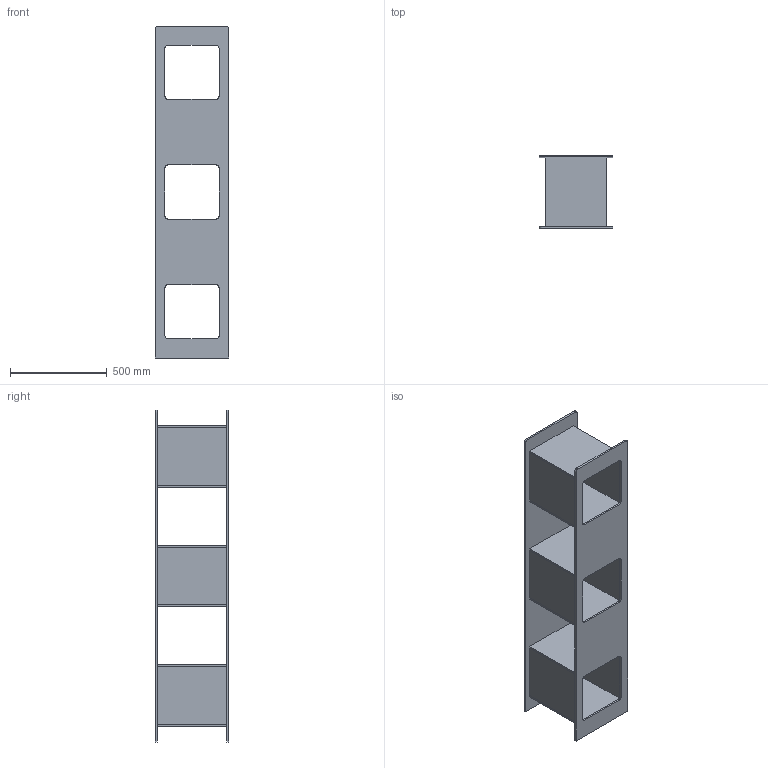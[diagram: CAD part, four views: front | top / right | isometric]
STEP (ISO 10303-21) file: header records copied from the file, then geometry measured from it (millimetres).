
FILE_DESCRIPTION(/* description */ (''),/* implementation_level */ '2;1');
FILE_NAME(/* name */ 'MQ172 - Magique totem 38x172',/* time_stamp */ '2013-07-15T17:53:29+02:00',/* author */ (''),/* organization */ (''),/* preprocessor_version */ 'ST-DEVELOPER v10',/* originating_system */ '',/* authorisation */ '');
FILE_SCHEMA (('CONFIG_CONTROL_DESIGN'));
Length unit declared in the file: millimetre
Products named in the file (1): 1
Bounding box: 380 x 380 x 1720 mm (x, y, z)
Volume: 21769657.1 mm3; surface area: 4664128.8 mm2
Topology: 14 solids, 14 shells, 136 faces, 324 edges, 216 vertices
Faces by surface type: plane 108, bspline 28
Entity records: 3848 total; most frequent: CARTESIAN_POINT 1574, ORIENTED_EDGE 648, EDGE_CURVE 324, VERTEX_POINT 216, B_SPLINE_CURVE_WITH_KNOTS 212, EDGE_LOOP 148, ADVANCED_FACE 136, FACE_OUTER_BOUND 136
